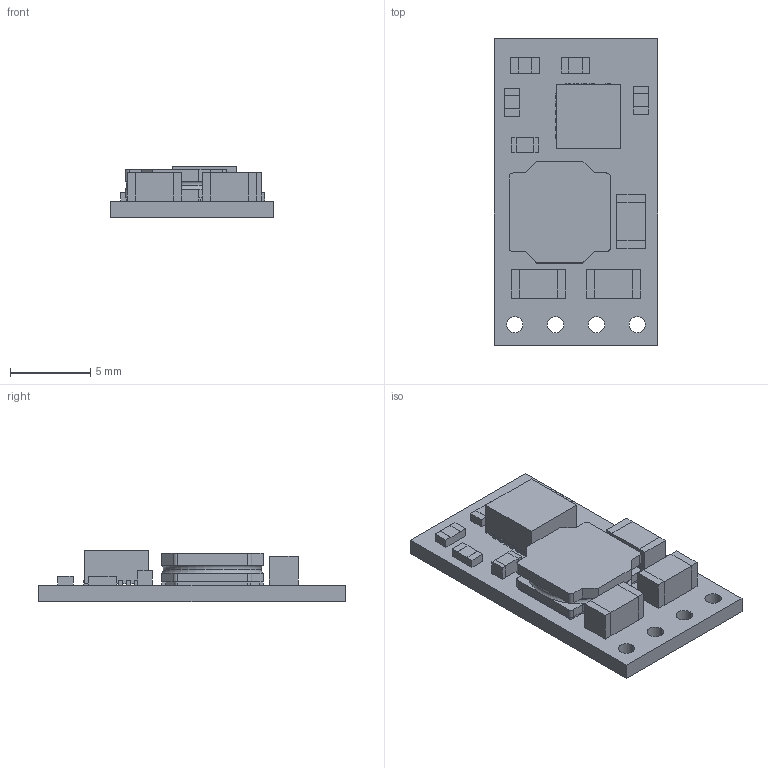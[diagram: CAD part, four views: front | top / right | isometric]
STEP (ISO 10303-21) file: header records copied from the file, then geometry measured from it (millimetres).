
FILE_DESCRIPTION (( 'STEP AP214' ), '1' );
FILE_NAME ('apm81815-step-down-voltage-regulator-carrier.step', '2025-12-19T20:13:45', ( '' ), ( '' ), 'SwSTEP 2.0', 'SolidWorks 2025', '' );
FILE_SCHEMA (( 'AUTOMOTIVE_DESIGN' ));
Length unit declared in the file: millimetre
Products named in the file (1): apm81815-step-down-voltage-regulator-carrier
Bounding box: 10.16 x 19.05 x 3.18 mm (x, y, z)
Volume: 332.9 mm3; surface area: 653.9 mm2
Topology: 1 solids, 1 shells, 684 faces, 1910 edges, 1262 vertices
Faces by surface type: plane 444, bspline 180, cylinder 56, torus 4
Entity records: 35975 total; most frequent: CARTESIAN_POINT 11933, ORIENTED_EDGE 3820, DIRECTION 2662, EDGE_CURVE 1910, LINE 1400, VECTOR 1400, VERTEX_POINT 1262, EDGE_LOOP 764
